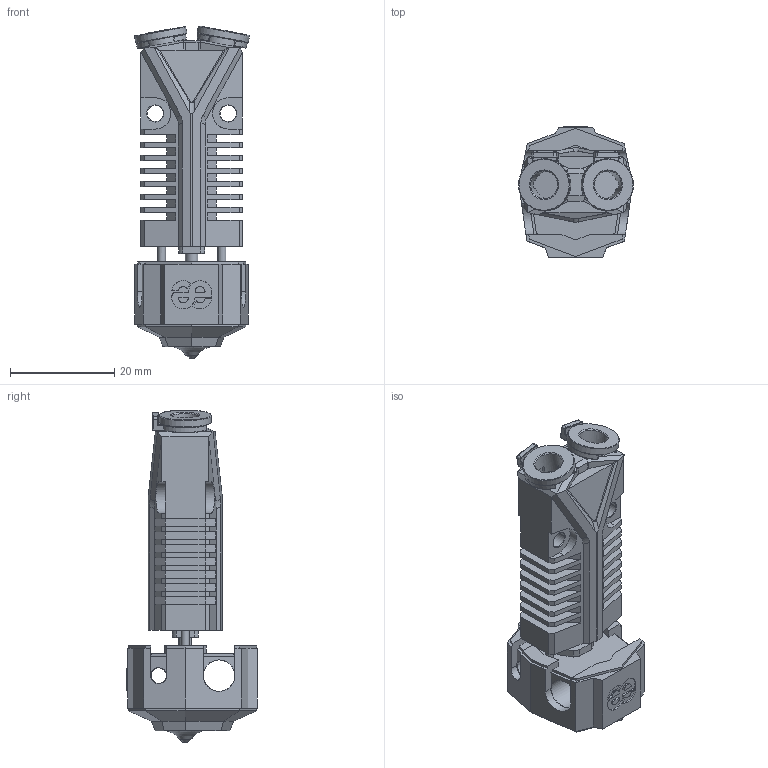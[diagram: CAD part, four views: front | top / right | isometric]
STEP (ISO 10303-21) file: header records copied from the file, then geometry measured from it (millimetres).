
FILE_DESCRIPTION(/* description */ (''),/* implementation_level */ '2;1');
FILE_NAME(/* name */ 'Taichi-模型.stp',/* time_stamp */ '2022-01-27T11:23:24+08:00',/* author */ (''),/* organization */ (''),/* preprocessor_version */ 'ST-DEVELOPER v16',/* originating_system */ 'SIEMENS PLM Software NX 11.0',/* authorisation */ '');
FILE_SCHEMA (('AUTOMOTIVE_DESIGN { 1 0 10303 214 3 1 1 1 }'));
Products named in the file (1): temp
Bounding box: 22.08 x 25.09 x 63.8 mm (x, y, z)
Volume: 12463.4 mm3; surface area: 10228.7 mm2
Topology: 2 solids, 3 shells, 887 faces, 2438 edges, 1570 vertices
Faces by surface type: plane 538, cylinder 202, bspline 54, cone 46, torus 23, sphere 13, extrusion 11
Full cylindrical faces by diameter (mm): 0.4 x1, 1.55 x2, 1.6 x18, 1.65 x2, 2.4 x1, 2.5 x2, 3.2 x2, 3.4 x2, 4.85 x1, 5.3 x2, 6.05 x1, 6.3 x3, 10 x2
Entity records: 44070 total; most frequent: CARTESIAN_POINT 22925, ORIENTED_EDGE 4660, DIRECTION 3935, EDGE_CURVE 2330, VERTEX_POINT 1522, VECTOR 1399, LINE 1388, AXIS2_PLACEMENT_3D 1268
